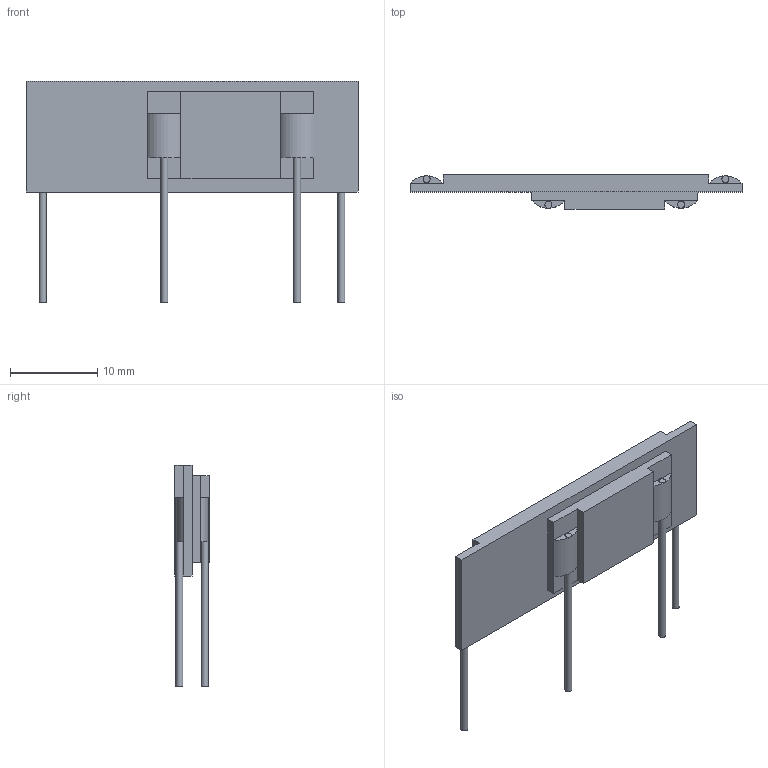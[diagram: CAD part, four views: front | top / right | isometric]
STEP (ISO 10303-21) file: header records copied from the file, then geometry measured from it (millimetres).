
FILE_DESCRIPTION(/* description */ (''),/* implementation_level */ '2;1');
FILE_NAME(/* name */ 'usvd2 v2.step',/* time_stamp */ '2021-11-10T23:55:20+01:00',/* author */ (''),/* organization */ (''),/* preprocessor_version */ 'ST-DEVELOPER v18.1',/* originating_system */ 'Autodesk Translation Framework v10.10.0.1391',/* authorisation */ '');
FILE_SCHEMA (('AUTOMOTIVE_DESIGN { 1 0 10303 214 3 1 1 }'));
Length unit declared in the file: millimetre
Products named in the file (1): usvd2
Bounding box: 38.1 x 3.94 x 25.4 mm (x, y, z)
Volume: 1249.4 mm3; surface area: 1661.2 mm2
Topology: 9 solids, 9 shells, 47 faces, 84 edges, 56 vertices
Faces by surface type: plane 39, cylinder 8
Full cylindrical faces by diameter (mm): 0.81 x4
Entity records: 1173 total; most frequent: DIRECTION 196, CARTESIAN_POINT 188, ORIENTED_EDGE 168, EDGE_CURVE 84, LINE 68, VECTOR 68, AXIS2_PLACEMENT_3D 64, VERTEX_POINT 56
